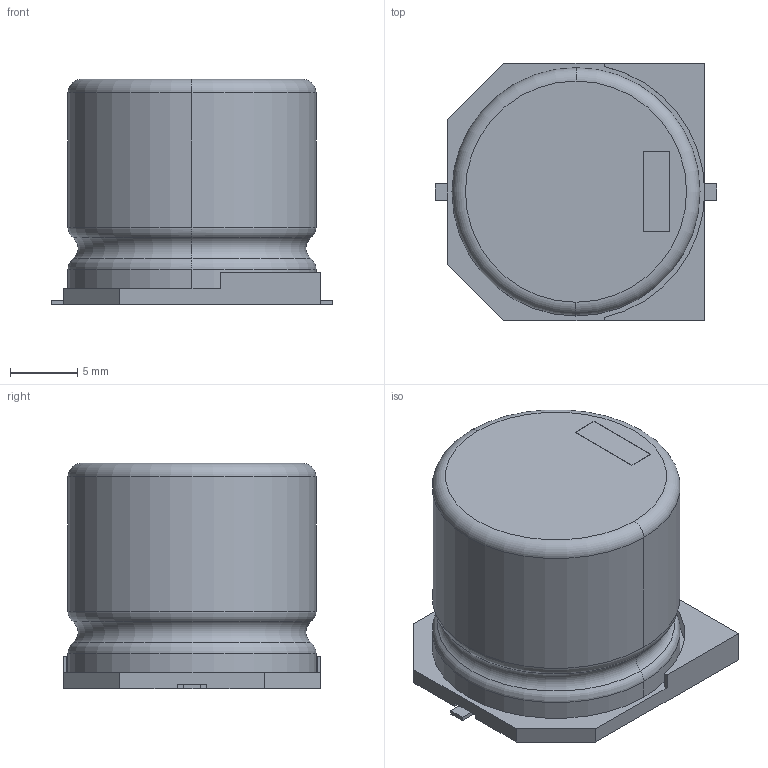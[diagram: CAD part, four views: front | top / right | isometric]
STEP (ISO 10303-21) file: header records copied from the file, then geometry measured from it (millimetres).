
FILE_DESCRIPTION((''),'2;1');
FILE_NAME('CAPAE1900X1680N.stp','2014-11-05T12:00:00',(''),(''),'Mechanical Desktop 2011','Mechanical Desktop 2011',', , ');
FILE_SCHEMA(('AUTOMOTIVE_DESIGN { 1 2 10303 214 1 1 1 1 }'));
Length unit declared in the file: millimetre
Products named in the file (1): Product
Bounding box: 21 x 19.2 x 16.8 mm (x, y, z)
Volume: 4580 mm3; surface area: 2372.9 mm2
Topology: 5 solids, 5 shells, 59 faces, 132 edges, 84 vertices
Faces by surface type: plane 41, torus 8, cylinder 6, bspline 4
Entity records: 1672 total; most frequent: CARTESIAN_POINT 289, DIRECTION 271, ORIENTED_EDGE 266, EDGE_CURVE 133, VECTOR 107, LINE 107, VERTEX_POINT 84, AXIS2_PLACEMENT_3D 82
